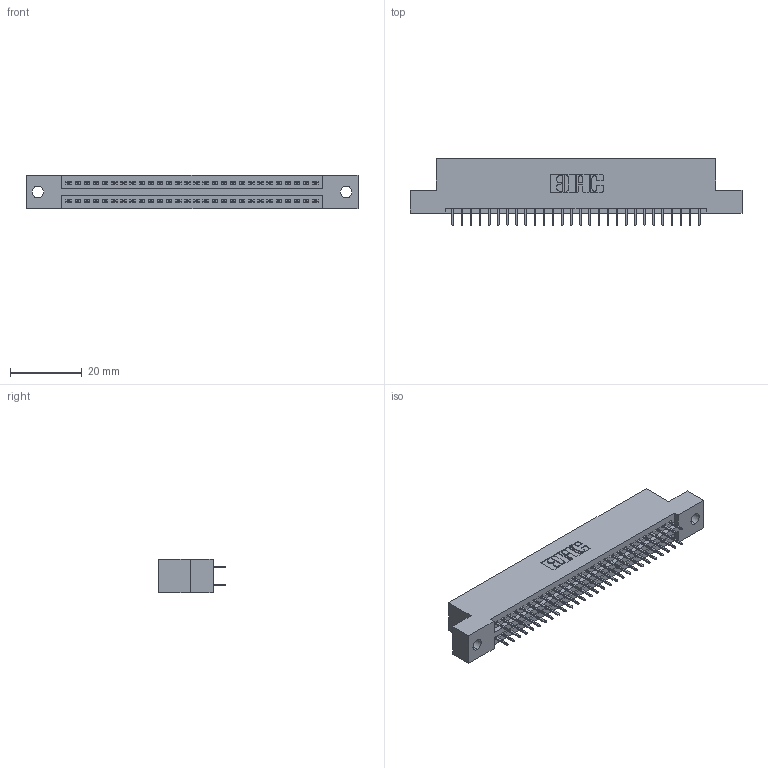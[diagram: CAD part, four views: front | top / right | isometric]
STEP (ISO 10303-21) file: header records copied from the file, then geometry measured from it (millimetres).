
FILE_DESCRIPTION (( 'STEP AP203' ), '1' );
FILE_NAME ('345-056-525-202.STEP', '2020-09-20T18:41:23', ( '' ), ( '' ), 'SwSTEP 2.0', 'SolidWorks 2020', '' );
FILE_SCHEMA (( 'CONFIG_CONTROL_DESIGN' ));
Length unit declared in the file: inch
Products named in the file (3): 345-292-001_345-293-125; 345 Part_Flush Mounting Lugs - 0.128 Dia; 345-056-525-202
Assembly tree (57 placements, depth 2):
  345-056-525-202
    345 Part_Flush Mounting Lugs - 0.128 Dia
    345-292-001_345-293-125  x56
Bounding box: 92.33 x 18.72 x 9.4 mm (x, y, z)
Volume: 8710.1 mm3; surface area: 12053.4 mm2
Topology: 57 solids, 57 shells, 3150 faces, 8909 edges, 5714 vertices
Faces by surface type: plane 2264, cylinder 886
Entity records: 23931 total; most frequent: CARTESIAN_POINT 4024, ORIENTED_EDGE 3958, DIRECTION 3567, EDGE_CURVE 1979, LINE 1739, VECTOR 1739, VERTEX_POINT 1314, AXIS2_PLACEMENT_3D 914
